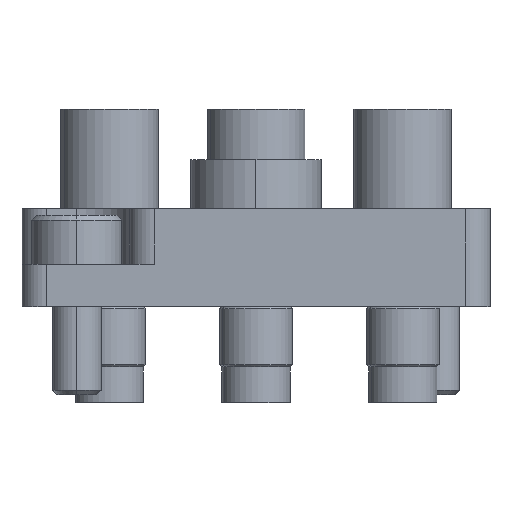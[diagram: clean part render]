
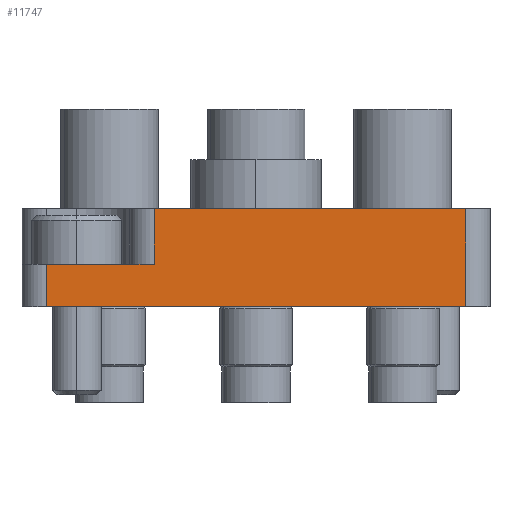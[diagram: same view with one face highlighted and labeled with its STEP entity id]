
A CAD part, front view. The second image highlights one B-rep face of the part: STEP entity #11747.
In plain terms, the highlighted face is planar.
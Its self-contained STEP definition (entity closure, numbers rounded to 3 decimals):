
#86 = FACE_OUTER_BOUND ( 'NONE', #1222, .T. ) ;
#403 = EDGE_CURVE ( 'NONE', #17048, #5072, #13792, .T. ) ;
#901 = ORIENTED_EDGE ( 'NONE', *, *, #12445, .T. ) ;
#1222 = EDGE_LOOP ( 'NONE', ( #6055, #6938, #15163, #901, #8363, #15079 ) ) ;
#1811 = CARTESIAN_POINT ( 'NONE',  ( 30., 2.6, 7.75 ) ) ;
#2082 = DIRECTION ( 'NONE',  ( 0., 0., -1. ) ) ;
#2375 = VECTOR ( 'NONE', #6662, 1000. ) ;
#2385 = CARTESIAN_POINT ( 'NONE',  ( 30., 2.6, 12.85 ) ) ;
#2428 = PLANE ( 'NONE',  #3439 ) ;
#2679 = DIRECTION ( 'NONE',  ( 1., 0., 0. ) ) ;
#3083 = CARTESIAN_POINT ( 'NONE',  ( 30., 6., 6.25 ) ) ;
#3439 = AXIS2_PLACEMENT_3D ( 'NONE', #5176, #2679, #10427 ) ;
#3853 = LINE ( 'NONE', #4031, #17000 ) ;
#3911 = CARTESIAN_POINT ( 'NONE',  ( 30., 2.6, 6.25 ) ) ;
#4021 = CARTESIAN_POINT ( 'NONE',  ( 30., 2.6, 6.25 ) ) ;
#4031 = CARTESIAN_POINT ( 'NONE',  ( 30., 6., 14.35 ) ) ;
#4918 = EDGE_CURVE ( 'NONE', #5072, #5855, #8253, .T. ) ;
#5072 = VERTEX_POINT ( 'NONE', #12382 ) ;
#5176 = CARTESIAN_POINT ( 'NONE',  ( 30., 6., 14.35 ) ) ;
#5855 = VERTEX_POINT ( 'NONE', #9885 ) ;
#6055 = ORIENTED_EDGE ( 'NONE', *, *, #16549, .F. ) ;
#6193 = EDGE_CURVE ( 'NONE', #10991, #14976, #10929, .T. ) ;
#6343 = DIRECTION ( 'NONE',  ( 0., 0., -1. ) ) ;
#6662 = DIRECTION ( 'NONE',  ( 0., -1., 0. ) ) ;
#6938 = ORIENTED_EDGE ( 'NONE', *, *, #14320, .T. ) ;
#7153 = CARTESIAN_POINT ( 'NONE',  ( 30., 0., 12.85 ) ) ;
#7285 = VECTOR ( 'NONE', #16203, 1000. ) ;
#8212 = CARTESIAN_POINT ( 'NONE',  ( 30., 0., 12.85 ) ) ;
#8253 = LINE ( 'NONE', #13343, #8668 ) ;
#8363 = ORIENTED_EDGE ( 'NONE', *, *, #403, .T. ) ;
#8611 = CARTESIAN_POINT ( 'NONE',  ( 30., 0., 14.35 ) ) ;
#8668 = VECTOR ( 'NONE', #11952, 1000. ) ;
#9450 = VECTOR ( 'NONE', #11916, 1000. ) ;
#9833 = LINE ( 'NONE', #7153, #9450 ) ;
#9851 = VERTEX_POINT ( 'NONE', #3083 ) ;
#9885 = CARTESIAN_POINT ( 'NONE',  ( 30., 6., -12.85 ) ) ;
#10427 = DIRECTION ( 'NONE',  ( 0., 1., 0. ) ) ;
#10716 = LINE ( 'NONE', #3911, #2375 ) ;
#10929 = LINE ( 'NONE', #1811, #7285 ) ;
#10991 = VERTEX_POINT ( 'NONE', #2385 ) ;
#11747 = ADVANCED_FACE ( 'NONE', ( #86 ), #2428, .T. ) ;
#11916 = DIRECTION ( 'NONE',  ( 0., -1., 0. ) ) ;
#11952 = DIRECTION ( 'NONE',  ( 0., 1., 0. ) ) ;
#12382 = CARTESIAN_POINT ( 'NONE',  ( 30., 0., -12.85 ) ) ;
#12445 = EDGE_CURVE ( 'NONE', #10991, #17048, #9833, .T. ) ;
#13343 = CARTESIAN_POINT ( 'NONE',  ( 30., 6., -12.85 ) ) ;
#13792 = LINE ( 'NONE', #8611, #16272 ) ;
#14320 = EDGE_CURVE ( 'NONE', #9851, #14976, #10716, .T. ) ;
#14976 = VERTEX_POINT ( 'NONE', #4021 ) ;
#15079 = ORIENTED_EDGE ( 'NONE', *, *, #4918, .T. ) ;
#15163 = ORIENTED_EDGE ( 'NONE', *, *, #6193, .F. ) ;
#16203 = DIRECTION ( 'NONE',  ( 0., 0., -1. ) ) ;
#16272 = VECTOR ( 'NONE', #2082, 1000. ) ;
#16549 = EDGE_CURVE ( 'NONE', #9851, #5855, #3853, .T. ) ;
#17000 = VECTOR ( 'NONE', #6343, 1000. ) ;
#17048 = VERTEX_POINT ( 'NONE', #8212 ) ;
